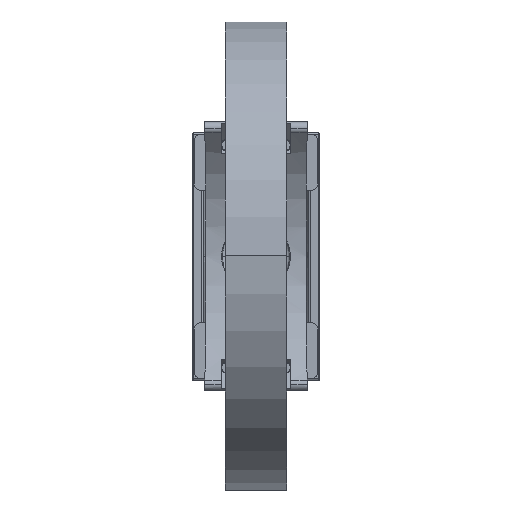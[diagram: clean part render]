
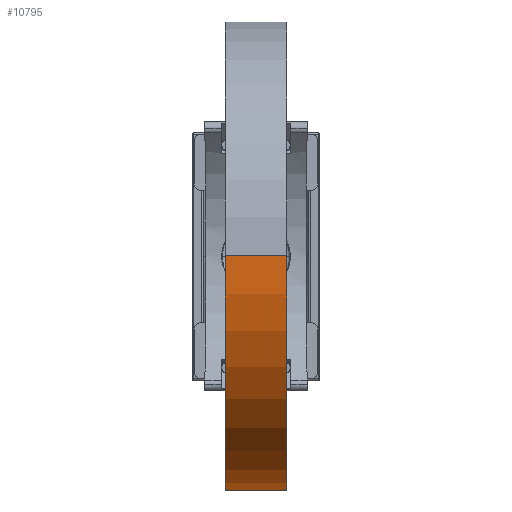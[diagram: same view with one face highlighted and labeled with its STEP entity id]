
A CAD part, top view. The second image highlights one B-rep face of the part: STEP entity #10795.
In plain terms, the highlighted cylindrical face has radius 76 mm (diameter 152 mm), a partial arc.
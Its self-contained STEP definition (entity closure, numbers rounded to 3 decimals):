
#238 = CARTESIAN_POINT ( 'NONE',  ( 10., 0., 101.449 ) ) ;
#933 = DIRECTION ( 'NONE',  ( 0., 0., 1. ) ) ;
#999 = VERTEX_POINT ( 'NONE', #11155 ) ;
#1001 = EDGE_CURVE ( 'NONE', #16426, #22154, #7545, .T. ) ;
#2709 = LINE ( 'NONE', #238, #4729 ) ;
#3855 = CARTESIAN_POINT ( 'NONE',  ( -10., 0., 101.449 ) ) ;
#4729 = VECTOR ( 'NONE', #11808, 1000. ) ;
#5241 = EDGE_CURVE ( 'NONE', #999, #22766, #2709, .T. ) ;
#6964 = AXIS2_PLACEMENT_3D ( 'NONE', #37122, #28788, #7869 ) ;
#7545 = LINE ( 'NONE', #31474, #30525 ) ;
#7869 = DIRECTION ( 'NONE',  ( 0., 0., -1. ) ) ;
#8190 = CARTESIAN_POINT ( 'NONE',  ( -10., -56.568, -25.306 ) ) ;
#10795 = ADVANCED_FACE ( 'NONE', ( #23730 ), #20678, .T. ) ;
#11155 = CARTESIAN_POINT ( 'NONE',  ( 10., 0., 101.449 ) ) ;
#11250 = EDGE_CURVE ( 'NONE', #22766, #22154, #18315, .T. ) ;
#11808 = DIRECTION ( 'NONE',  ( -1., 0., 0. ) ) ;
#13040 = DIRECTION ( 'NONE',  ( 0., 0., -1. ) ) ;
#13620 = ORIENTED_EDGE ( 'NONE', *, *, #36223, .F. ) ;
#14329 = ORIENTED_EDGE ( 'NONE', *, *, #5241, .T. ) ;
#16426 = VERTEX_POINT ( 'NONE', #33843 ) ;
#17994 = CARTESIAN_POINT ( 'NONE',  ( -10., 0., 25.449 ) ) ;
#18315 = CIRCLE ( 'NONE', #23198, 76. ) ;
#20678 = CYLINDRICAL_SURFACE ( 'NONE', #22522, 76. ) ;
#20704 = ORIENTED_EDGE ( 'NONE', *, *, #11250, .T. ) ;
#22154 = VERTEX_POINT ( 'NONE', #8190 ) ;
#22522 = AXIS2_PLACEMENT_3D ( 'NONE', #35282, #33014, #933 ) ;
#22766 = VERTEX_POINT ( 'NONE', #3855 ) ;
#23198 = AXIS2_PLACEMENT_3D ( 'NONE', #17994, #23518, #13040 ) ;
#23518 = DIRECTION ( 'NONE',  ( 1., 0., 0. ) ) ;
#23730 = FACE_OUTER_BOUND ( 'NONE', #28124, .T. ) ;
#24014 = ORIENTED_EDGE ( 'NONE', *, *, #1001, .F. ) ;
#25425 = DIRECTION ( 'NONE',  ( -1., 0., 0. ) ) ;
#28124 = EDGE_LOOP ( 'NONE', ( #13620, #14329, #20704, #24014 ) ) ;
#28788 = DIRECTION ( 'NONE',  ( 1., 0., 0. ) ) ;
#30525 = VECTOR ( 'NONE', #25425, 1000. ) ;
#31474 = CARTESIAN_POINT ( 'NONE',  ( 10., -56.568, -25.306 ) ) ;
#33014 = DIRECTION ( 'NONE',  ( -1., 0., 0. ) ) ;
#33051 = CIRCLE ( 'NONE', #6964, 76. ) ;
#33843 = CARTESIAN_POINT ( 'NONE',  ( 10., -56.568, -25.306 ) ) ;
#35282 = CARTESIAN_POINT ( 'NONE',  ( 10., 0., 25.449 ) ) ;
#36223 = EDGE_CURVE ( 'NONE', #999, #16426, #33051, .T. ) ;
#37122 = CARTESIAN_POINT ( 'NONE',  ( 10., 0., 25.449 ) ) ;
